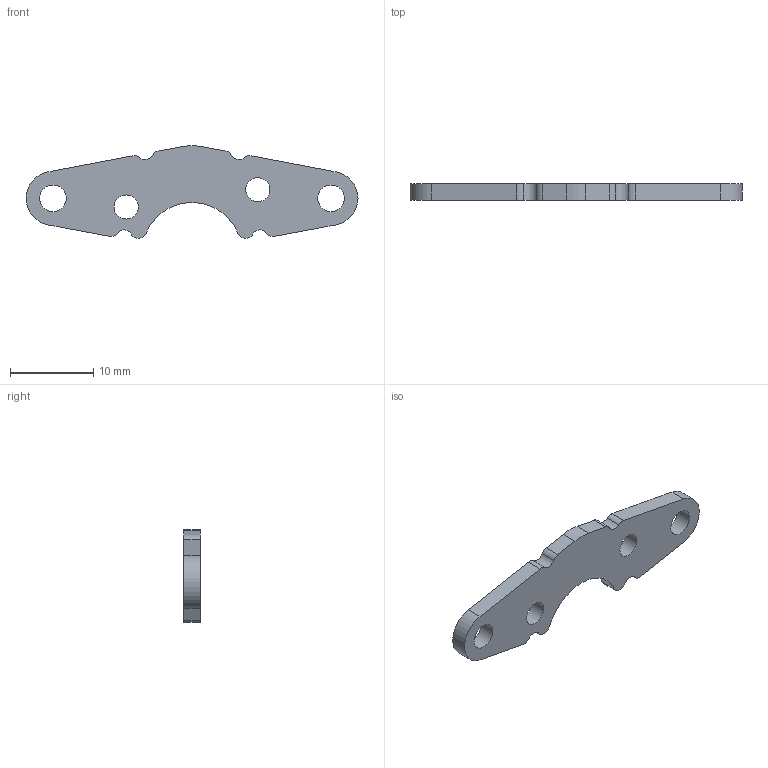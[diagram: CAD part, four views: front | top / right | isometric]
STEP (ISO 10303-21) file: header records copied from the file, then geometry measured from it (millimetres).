
FILE_DESCRIPTION(/* description */ (''),/* implementation_level */ '2;1');
FILE_NAME(/* name */ 'TC-MOTOR-BRACKET 1.0.step',/* time_stamp */ '2019-04-11T09:47:05+01:00',/* author */ ('gregY6MPL'),/* organization */ (''),/* preprocessor_version */ 'ST-DEVELOPER v18',/* originating_system */ 'Autodesk Translation Framework v8.2.0.1029',/* authorisation */ '');
FILE_SCHEMA (('AUTOMOTIVE_DESIGN { 1 0 10303 214 3 1 1 }'));
Length unit declared in the file: millimetre
Products named in the file (2): TC-MOTOR-BRACKET; TC-MOTOR-BRACKET_1
Assembly tree (1 placements, depth 2):
  TC-MOTOR-BRACKET
    TC-MOTOR-BRACKET_1
Bounding box: 40 x 2 x 11.14 mm (x, y, z)
Volume: 548.1 mm3; surface area: 812.7 mm2
Topology: 1 solids, 1 shells, 28 faces, 78 edges, 52 vertices
Faces by surface type: cylinder 20, plane 8
Full cylindrical faces by diameter (mm): 2.9 x2, 3.2 x2
Entity records: 1007 total; most frequent: DIRECTION 182, CARTESIAN_POINT 162, ORIENTED_EDGE 156, EDGE_CURVE 78, AXIS2_PLACEMENT_3D 72, VERTEX_POINT 52, CIRCLE 40, LINE 38
